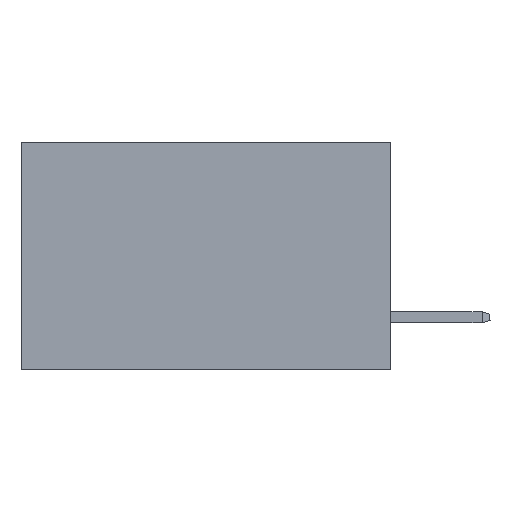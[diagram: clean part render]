
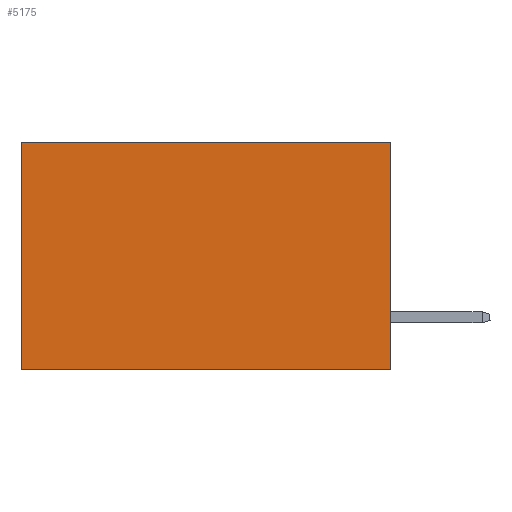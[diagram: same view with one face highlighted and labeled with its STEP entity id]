
A CAD part, left-side view. The second image highlights one B-rep face of the part: STEP entity #5175.
In plain terms, the highlighted planar face has unit normal (-1, 0, 0).
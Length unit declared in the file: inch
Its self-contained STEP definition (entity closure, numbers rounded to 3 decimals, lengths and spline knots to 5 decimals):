
#3 = VECTOR ( 'NONE', #14816, 39.37008 ) ;
#1373 = ORIENTED_EDGE ( 'NONE', *, *, #23446, .F. ) ;
#2543 = PLANE ( 'NONE',  #28189 ) ;
#2882 = VECTOR ( 'NONE', #33187, 39.37008 ) ;
#4599 = ORIENTED_EDGE ( 'NONE', *, *, #7142, .T. ) ;
#5175 = ADVANCED_FACE ( 'NONE', ( #7493 ), #2543, .F. ) ;
#6759 = CARTESIAN_POINT ( 'NONE',  ( 0.2875, 0., -0.37 ) ) ;
#7142 = EDGE_CURVE ( 'NONE', #26158, #8600, #16828, .T. ) ;
#7271 = EDGE_CURVE ( 'NONE', #22368, #8600, #28287, .T. ) ;
#7344 = DIRECTION ( 'NONE',  ( 1., 0., 0. ) ) ;
#7493 = FACE_OUTER_BOUND ( 'NONE', #12004, .T. ) ;
#7690 = CARTESIAN_POINT ( 'NONE',  ( 0.2875, 0., 0. ) ) ;
#8600 = VERTEX_POINT ( 'NONE', #20370 ) ;
#9594 = VECTOR ( 'NONE', #27012, 39.37008 ) ;
#9844 = VECTOR ( 'NONE', #11690, 39.37008 ) ;
#9860 = LINE ( 'NONE', #32730, #2882 ) ;
#10289 = DIRECTION ( 'NONE',  ( 0., 0., -1. ) ) ;
#11690 = DIRECTION ( 'NONE',  ( 0., 0., -1. ) ) ;
#12004 = EDGE_LOOP ( 'NONE', ( #4599, #26296, #1373, #24208 ) ) ;
#14816 = DIRECTION ( 'NONE',  ( 0., 1., 0. ) ) ;
#15351 = VERTEX_POINT ( 'NONE', #23907 ) ;
#16828 = LINE ( 'NONE', #32241, #9844 ) ;
#19454 = LINE ( 'NONE', #21889, #9594 ) ;
#20370 = CARTESIAN_POINT ( 'NONE',  ( 0.2875, 0.6, -0.37 ) ) ;
#21889 = CARTESIAN_POINT ( 'NONE',  ( 0.2875, 0., 0. ) ) ;
#22368 = VERTEX_POINT ( 'NONE', #23046 ) ;
#23046 = CARTESIAN_POINT ( 'NONE',  ( 0.2875, 0., -0.37 ) ) ;
#23369 = CARTESIAN_POINT ( 'NONE',  ( 0.2875, 0.6, 0. ) ) ;
#23446 = EDGE_CURVE ( 'NONE', #15351, #22368, #9860, .T. ) ;
#23907 = CARTESIAN_POINT ( 'NONE',  ( 0.2875, 0., 0. ) ) ;
#24208 = ORIENTED_EDGE ( 'NONE', *, *, #27654, .T. ) ;
#26158 = VERTEX_POINT ( 'NONE', #23369 ) ;
#26296 = ORIENTED_EDGE ( 'NONE', *, *, #7271, .F. ) ;
#27012 = DIRECTION ( 'NONE',  ( 0., 1., 0. ) ) ;
#27654 = EDGE_CURVE ( 'NONE', #15351, #26158, #19454, .T. ) ;
#28189 = AXIS2_PLACEMENT_3D ( 'NONE', #7690, #7344, #10289 ) ;
#28287 = LINE ( 'NONE', #6759, #3 ) ;
#32241 = CARTESIAN_POINT ( 'NONE',  ( 0.2875, 0.6, 0. ) ) ;
#32730 = CARTESIAN_POINT ( 'NONE',  ( 0.2875, 0., 0. ) ) ;
#33187 = DIRECTION ( 'NONE',  ( 0., 0., -1. ) ) ;
